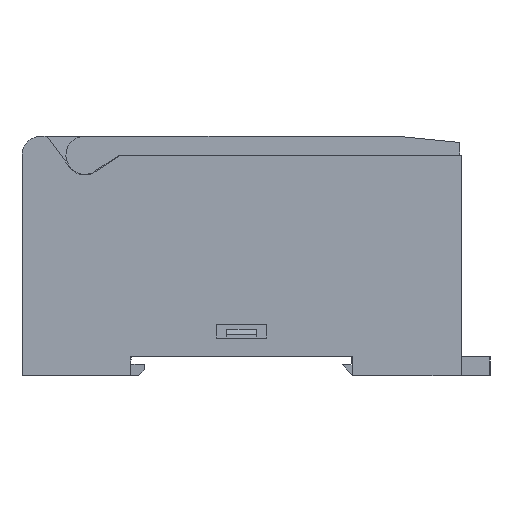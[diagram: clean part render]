
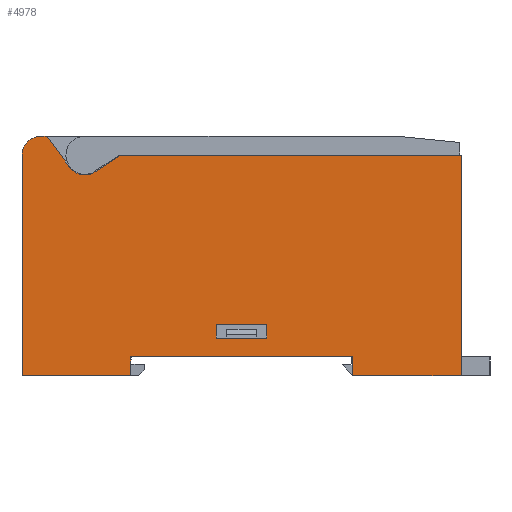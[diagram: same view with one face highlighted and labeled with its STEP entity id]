
A CAD part, left-side view. The second image highlights one B-rep face of the part: STEP entity #4978.
In plain terms, the highlighted planar face has unit normal (-1, 0, 0).
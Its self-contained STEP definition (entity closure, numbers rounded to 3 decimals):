
#4978=ADVANCED_FACE('',(#9217,#9218),#7228,.T.);
#7228=PLANE('',#54045);
#8724=CIRCLE('',#53964,3.);
#8733=CIRCLE('',#54011,3.);
#9217=FACE_BOUND('',#11532,.T.);
#9218=FACE_BOUND('',#11533,.T.);
#11532=EDGE_LOOP('',(#23908,#23909,#23910,#23911,#23912,#23913,#23914,#23915,
#23916,#23917,#23918,#23919,#23920));
#11533=EDGE_LOOP('',(#23921,#23922,#23923,#23924));
#23908=ORIENTED_EDGE('',*,*,#32549,.T.);
#23909=ORIENTED_EDGE('',*,*,#37919,.T.);
#23910=ORIENTED_EDGE('',*,*,#38052,.F.);
#23911=ORIENTED_EDGE('',*,*,#38067,.T.);
#23912=ORIENTED_EDGE('',*,*,#38116,.F.);
#23913=ORIENTED_EDGE('',*,*,#32650,.T.);
#23914=ORIENTED_EDGE('',*,*,#38117,.T.);
#23915=ORIENTED_EDGE('',*,*,#32615,.T.);
#23916=ORIENTED_EDGE('',*,*,#37943,.F.);
#23917=ORIENTED_EDGE('',*,*,#32740,.T.);
#23918=ORIENTED_EDGE('',*,*,#38022,.F.);
#23919=ORIENTED_EDGE('',*,*,#38024,.T.);
#23920=ORIENTED_EDGE('',*,*,#38019,.T.);
#23921=ORIENTED_EDGE('',*,*,#38012,.T.);
#23922=ORIENTED_EDGE('',*,*,#38011,.T.);
#23923=ORIENTED_EDGE('',*,*,#38118,.T.);
#23924=ORIENTED_EDGE('',*,*,#38015,.T.);
#27721=VERTEX_POINT('',#68385);
#27722=VERTEX_POINT('',#68387);
#27787=VERTEX_POINT('',#68588);
#27788=VERTEX_POINT('',#68590);
#27822=VERTEX_POINT('',#68659);
#27823=VERTEX_POINT('',#68661);
#27909=VERTEX_POINT('',#68847);
#27910=VERTEX_POINT('',#68849);
#31334=VERTEX_POINT('',#83186);
#31382=VERTEX_POINT('',#83353);
#31383=VERTEX_POINT('',#83355);
#31384=VERTEX_POINT('',#83359);
#31385=VERTEX_POINT('',#83363);
#31388=VERTEX_POINT('',#83373);
#31389=VERTEX_POINT('',#83377);
#31404=VERTEX_POINT('',#83435);
#31410=VERTEX_POINT('',#83458);
#32549=EDGE_CURVE('',#27722,#27721,#39857,.T.);
#32615=EDGE_CURVE('',#27788,#27787,#39919,.T.);
#32650=EDGE_CURVE('',#27823,#27822,#39952,.T.);
#32740=EDGE_CURVE('',#27910,#27909,#40032,.T.);
#37919=EDGE_CURVE('',#27721,#31334,#8724,.T.);
#37943=EDGE_CURVE('',#27910,#27787,#43924,.T.);
#38011=EDGE_CURVE('',#31382,#31383,#43986,.T.);
#38012=EDGE_CURVE('',#31384,#31382,#43987,.T.);
#38015=EDGE_CURVE('',#31385,#31384,#43990,.T.);
#38019=EDGE_CURVE('',#31388,#27722,#43994,.T.);
#38022=EDGE_CURVE('',#31389,#27909,#43997,.T.);
#38024=EDGE_CURVE('',#31389,#31388,#8733,.T.);
#38052=EDGE_CURVE('',#31404,#31334,#44026,.T.);
#38067=EDGE_CURVE('',#31404,#31410,#44041,.T.);
#38116=EDGE_CURVE('',#27823,#31410,#44090,.T.);
#38117=EDGE_CURVE('',#27822,#27788,#44091,.T.);
#38118=EDGE_CURVE('',#31383,#31385,#44092,.T.);
#39857=LINE('',#68386,#45609);
#39919=LINE('',#68589,#45671);
#39952=LINE('',#68660,#45704);
#40032=LINE('',#68848,#45784);
#43924=LINE('',#83225,#49676);
#43986=LINE('',#83356,#49738);
#43987=LINE('',#83358,#49739);
#43990=LINE('',#83364,#49742);
#43994=LINE('',#83372,#49746);
#43997=LINE('',#83378,#49749);
#44026=LINE('',#83436,#49778);
#44041=LINE('',#83459,#49793);
#44090=LINE('',#83547,#49842);
#44091=LINE('',#83548,#49843);
#44092=LINE('',#83549,#49844);
#45609=VECTOR('',#55038,1.);
#45671=VECTOR('',#55104,1.);
#45704=VECTOR('',#55143,1.);
#45784=VECTOR('',#55265,1.);
#49676=VECTOR('',#64703,1.);
#49738=VECTOR('',#64831,1.);
#49739=VECTOR('',#64834,1.);
#49742=VECTOR('',#64839,1.);
#49746=VECTOR('',#64847,1.);
#49749=VECTOR('',#64852,1.);
#49778=VECTOR('',#64909,1.);
#49793=VECTOR('',#64928,1.);
#49842=VECTOR('',#65015,1.);
#49843=VECTOR('',#65016,1.);
#49844=VECTOR('',#65017,1.);
#53964=AXIS2_PLACEMENT_3D('',#83185,#64669,#64670);
#54011=AXIS2_PLACEMENT_3D('',#83381,#64856,#64857);
#54045=AXIS2_PLACEMENT_3D('',#83550,#65018,#65019);
#55038=DIRECTION('',(0.,1.,0.));
#55104=DIRECTION('',(0.,-1.,0.));
#55143=DIRECTION('',(0.,-1.,0.));
#55265=DIRECTION('',(0.,1.,0.));
#64669=DIRECTION('',(-1.,0.,0.));
#64670=DIRECTION('',(0.,0.,1.));
#64703=DIRECTION('',(0.,0.,-1.));
#64831=DIRECTION('',(0.,0.,-1.));
#64834=DIRECTION('',(0.,-1.,0.));
#64839=DIRECTION('',(0.,0.,1.));
#64847=DIRECTION('',(0.,0.588,0.809));
#64852=DIRECTION('',(0.,-0.836,0.548));
#64856=DIRECTION('',(1.,0.,0.));
#64857=DIRECTION('',(0.,0.,-1.));
#64909=DIRECTION('',(0.,0.,1.));
#64928=DIRECTION('',(0.,-1.,0.));
#65015=DIRECTION('',(0.,0.,-1.));
#65016=DIRECTION('',(0.,0.,-1.));
#65017=DIRECTION('',(0.,1.,0.));
#65018=DIRECTION('',(-1.,0.,0.));
#65019=DIRECTION('',(0.,0.,-1.));
#68385=CARTESIAN_POINT('',(183.7,32.,19.075));
#68386=CARTESIAN_POINT('',(183.7,0.,19.075));
#68387=CARTESIAN_POINT('',(183.7,31.,19.075));
#68588=CARTESIAN_POINT('',(183.7,-35.,-19.075));
#68589=CARTESIAN_POINT('',(183.7,0.,-19.075));
#68590=CARTESIAN_POINT('',(183.7,-17.7,-19.075));
#68659=CARTESIAN_POINT('',(183.7,-17.7,-16.075));
#68660=CARTESIAN_POINT('',(183.7,0.,-16.075));
#68661=CARTESIAN_POINT('',(183.7,17.7,-16.075));
#68847=CARTESIAN_POINT('',(183.7,19.3,16.075));
#68848=CARTESIAN_POINT('',(183.7,0.,16.075));
#68849=CARTESIAN_POINT('',(183.7,-35.,16.075));
#83185=CARTESIAN_POINT('',(183.7,32.,16.075));
#83186=CARTESIAN_POINT('',(183.7,35.,16.075));
#83225=CARTESIAN_POINT('',(183.7,-35.,-22.075));
#83353=CARTESIAN_POINT('',(183.7,-4.,-10.975));
#83355=CARTESIAN_POINT('',(183.7,-4.,-13.075));
#83356=CARTESIAN_POINT('',(183.7,-4.,-22.075));
#83358=CARTESIAN_POINT('',(183.7,0.,-10.975));
#83359=CARTESIAN_POINT('',(183.7,4.,-10.975));
#83363=CARTESIAN_POINT('',(183.7,4.,-13.075));
#83364=CARTESIAN_POINT('',(183.7,4.,-22.075));
#83372=CARTESIAN_POINT('',(183.7,0.704,-22.587));
#83373=CARTESIAN_POINT('',(183.7,27.426,14.161));
#83377=CARTESIAN_POINT('',(183.7,23.355,13.416));
#83378=CARTESIAN_POINT('',(183.7,23.296,13.455));
#83381=CARTESIAN_POINT('',(183.7,25.,15.925));
#83435=CARTESIAN_POINT('',(183.7,35.,-19.075));
#83436=CARTESIAN_POINT('',(183.7,35.,-19.075));
#83458=CARTESIAN_POINT('',(183.7,17.7,-19.075));
#83459=CARTESIAN_POINT('',(183.7,0.,-19.075));
#83547=CARTESIAN_POINT('',(183.7,17.7,-19.075));
#83548=CARTESIAN_POINT('',(183.7,-17.7,-19.075));
#83549=CARTESIAN_POINT('',(183.7,0.,-13.075));
#83550=CARTESIAN_POINT('',(183.7,0.,-22.075));
